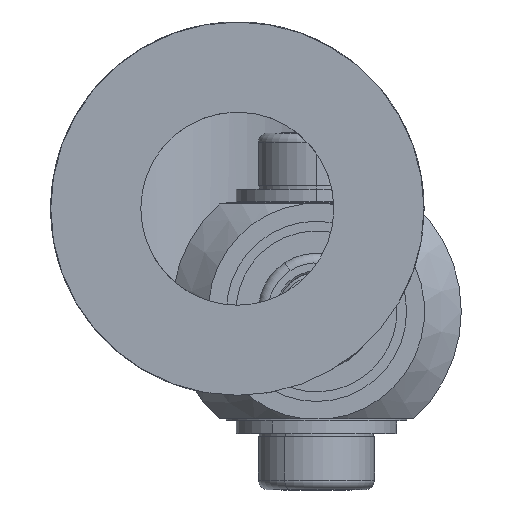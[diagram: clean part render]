
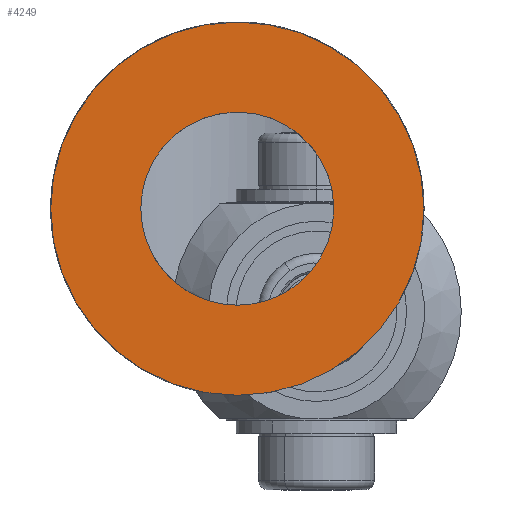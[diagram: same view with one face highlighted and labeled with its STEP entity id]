
A CAD part, left-side view. The second image highlights one B-rep face of the part: STEP entity #4249.
In plain terms, the highlighted face is planar.
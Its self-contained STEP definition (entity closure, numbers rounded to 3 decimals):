
#654=PLANE('',#7993);
#1476=VERTEX_POINT('',#6761);
#1508=VERTEX_POINT('',#7040);
#1795=CIRCLE('',#7971,1.5);
#1801=CIRCLE('',#7992,2.9);
#2232=EDGE_CURVE('',#1476,#1476,#1795,.T.);
#2276=EDGE_CURVE('',#1508,#1508,#1801,.T.);
#3287=ORIENTED_EDGE('',*,*,#2232,.T.);
#3288=ORIENTED_EDGE('',*,*,#2276,.F.);
#3704=EDGE_LOOP('',(#3287));
#3705=EDGE_LOOP('',(#3288));
#3997=FACE_BOUND('',#3704,.T.);
#3998=FACE_BOUND('',#3705,.T.);
#4249=ADVANCED_FACE('',(#3997,#3998),#654,.T.);
#5309=DIRECTION('',(0.,0.,-1.));
#5310=DIRECTION('',(1.5,0.,0.));
#5363=DIRECTION('',(0.,0.,-1.));
#5364=DIRECTION('',(2.9,0.,0.));
#5365=DIRECTION('',(0.,0.,1.));
#6760=CARTESIAN_POINT('',(0.,0.,5.8));
#6761=CARTESIAN_POINT('',(-1.5,0.,5.8));
#7039=CARTESIAN_POINT('',(0.,0.,5.8));
#7040=CARTESIAN_POINT('',(2.9,0.,5.8));
#7041=CARTESIAN_POINT('',(0.,0.,5.8));
#7971=AXIS2_PLACEMENT_3D('',#6760,#5309,#5310);
#7992=AXIS2_PLACEMENT_3D('',#7039,#5363,#5364);
#7993=AXIS2_PLACEMENT_3D('',#7041,#5365,$);
